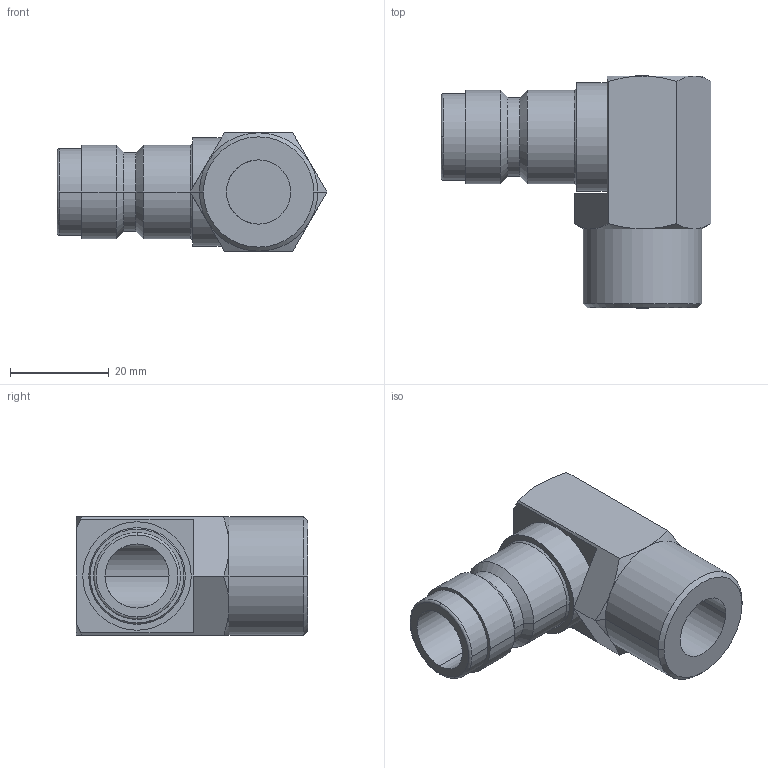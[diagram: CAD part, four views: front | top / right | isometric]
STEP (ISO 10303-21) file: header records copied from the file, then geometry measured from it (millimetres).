
FILE_DESCRIPTION(('STEP AP214'),'1');
FILE_NAME('eshg_2415_na-90.stp','2020-04-22T06:06:30',('TraceParts'),('TraceParts S.A.'),'Spatial InterOp 3D',' ',' ');
FILE_SCHEMA(('automotive_design'));
Length unit declared in the file: millimetre
Products named in the file (1): 1
Bounding box: 54.71 x 47 x 24 mm (x, y, z)
Volume: 20243.3 mm3; surface area: 9556.3 mm2
Topology: 1 solids, 1 shells, 54 faces, 121 edges, 72 vertices
Faces by surface type: cone 22, cylinder 16, plane 14, torus 2
Entity records: 2062 total; most frequent: CARTESIAN_POINT 448, DIRECTION 256, ORIENTED_EDGE 242, EDGE_CURVE 121, AXIS2_PLACEMENT_3D 108, VERTEX_POINT 72, EDGE_LOOP 59, STYLED_ITEM 54
